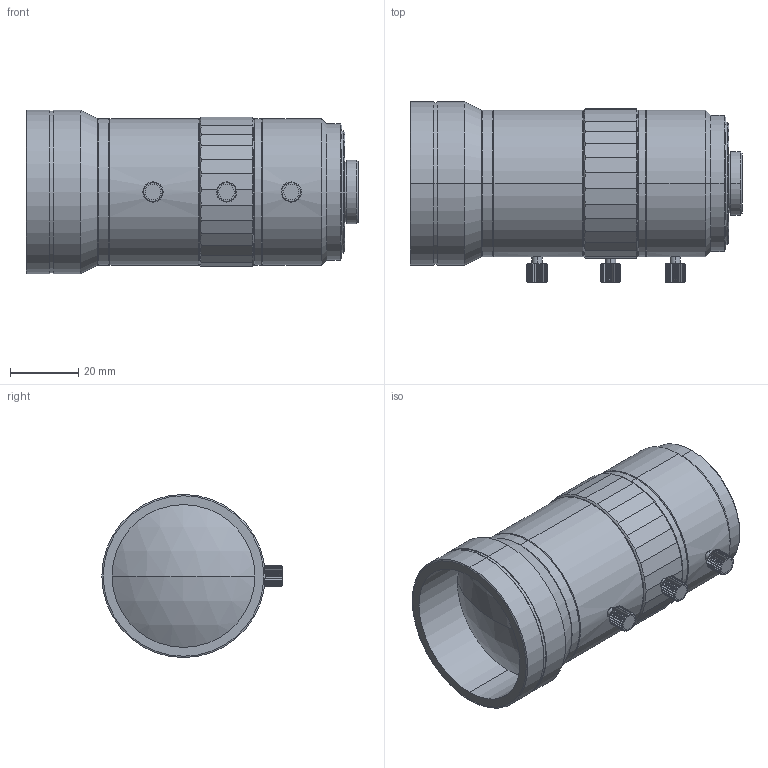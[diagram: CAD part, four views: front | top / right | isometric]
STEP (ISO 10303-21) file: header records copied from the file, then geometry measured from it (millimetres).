
FILE_DESCRIPTION (( 'STEP AP203' ), '1' );
FILE_NAME ('640003.STEP', '2025-04-16T05:25:00', ( 'MSI' ), ( '' ), 'SwSTEP 2.0', 'SolidWorks 2020', '' );
FILE_SCHEMA (( 'CONFIG_CONTROL_DESIGN' ));
Length unit declared in the file: millimetre
Products named in the file (1): 640003
Bounding box: 97.63 x 53 x 48 mm (x, y, z)
Volume: 125366.8 mm3; surface area: 19760 mm2
Topology: 2 solids, 2 shells, 474 faces, 1332 edges, 877 vertices
Faces by surface type: plane 407, cylinder 33, cone 32, sphere 2
Entity records: 15277 total; most frequent: CARTESIAN_POINT 3026, ORIENTED_EDGE 2664, DIRECTION 2300, EDGE_CURVE 1332, LINE 1174, VECTOR 1174, VERTEX_POINT 877, AXIS2_PLACEMENT_3D 563
